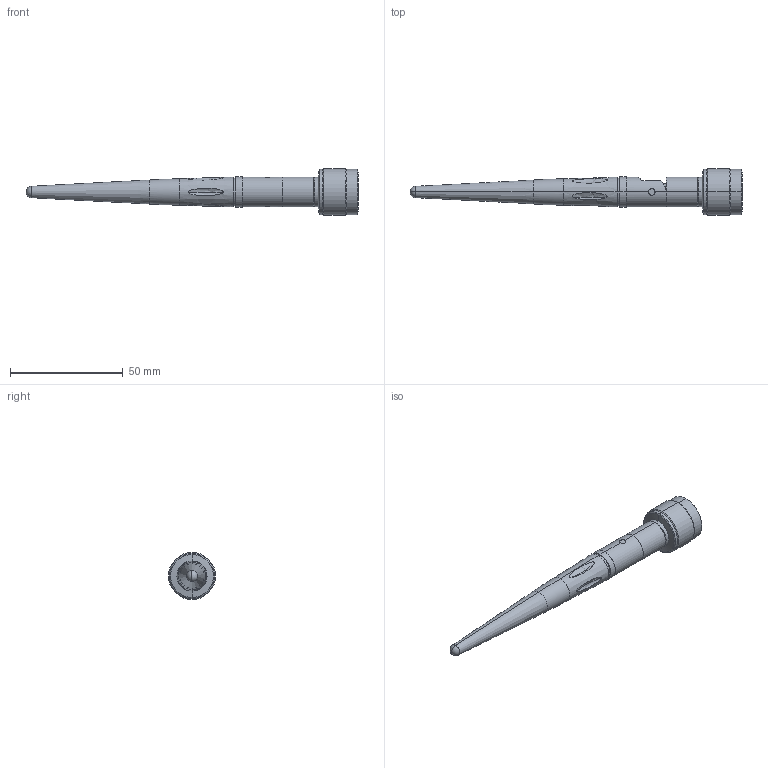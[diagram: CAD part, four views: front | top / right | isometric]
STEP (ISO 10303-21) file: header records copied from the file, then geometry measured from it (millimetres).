
FILE_DESCRIPTION (( 'STEP AP214' ), '1' );
FILE_NAME ('HG2403RD-NM.STEP', '2014-06-24T13:44:16', ( 'L-Com' ), ( 'L-Com Global Connectivity' ), 'SwSTEP 2.0', 'SolidWorks 2014', '' );
FILE_SCHEMA (( 'AUTOMOTIVE_DESIGN' ));
Length unit declared in the file: inch
Products named in the file (3): HG2403RD-NM_SWIVEL; HG2403RD-NM_ANTENNA; HG2403RD-NM
Assembly tree (2 placements, depth 2):
  HG2403RD-NM
    HG2403RD-NM_ANTENNA
    HG2403RD-NM_SWIVEL
Bounding box: 147.17 x 20.78 x 20.78 mm (x, y, z)
Volume: 15013.1 mm3; surface area: 8296.2 mm2
Topology: 2 solids, 2 shells, 134 faces, 284 edges, 168 vertices
Faces by surface type: cylinder 48, cone 38, plane 32, torus 14, sphere 2
Entity records: 5793 total; most frequent: CARTESIAN_POINT 1070, DIRECTION 677, ORIENTED_EDGE 564, EDGE_CURVE 282, AXIS2_PLACEMENT_3D 273, VERTEX_POINT 168, EDGE_LOOP 156, FACE_OUTER_BOUND 134
